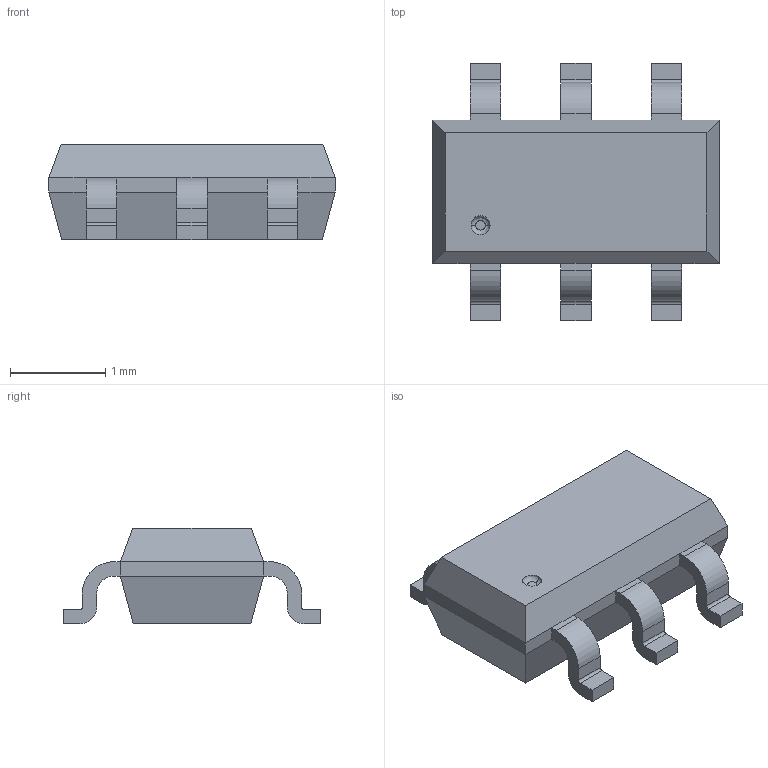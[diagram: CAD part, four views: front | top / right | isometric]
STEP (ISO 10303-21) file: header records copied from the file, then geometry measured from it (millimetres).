
FILE_DESCRIPTION(('FreeCAD Model'),'2;1');
FILE_NAME('TSOP-6.step','2018-03-08T16:24:45',(''),(''), 'Open CASCADE STEP processor 6.8','FreeCAD','Unknown');
FILE_SCHEMA(('AUTOMOTIVE_DESIGN_CC2 { 1 2 10303 214 -1 1 5 4 }'));
Length unit declared in the file: millimetre
Products named in the file (2): ASSEMBLY; TSOP-6
Assembly tree (1 placements, depth 2):
  ASSEMBLY
    TSOP-6
Bounding box: 3 x 2.7 x 1 mm (x, y, z)
Volume: 4.3 mm3; surface area: 21 mm2
Topology: 1 solids, 1 shells, 101 faces, 262 edges, 164 vertices
Faces by surface type: plane 75, cylinder 24, bspline 2
Entity records: 3798 total; most frequent: CARTESIAN_POINT 569, ORIENTED_EDGE 524, DIRECTION 514, EDGE_CURVE 262, LINE 208, VECTOR 208, VERTEX_POINT 164, AXIS2_PLACEMENT_3D 153
